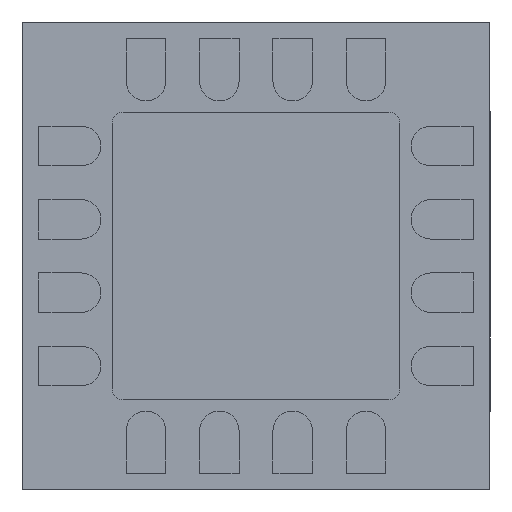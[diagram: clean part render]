
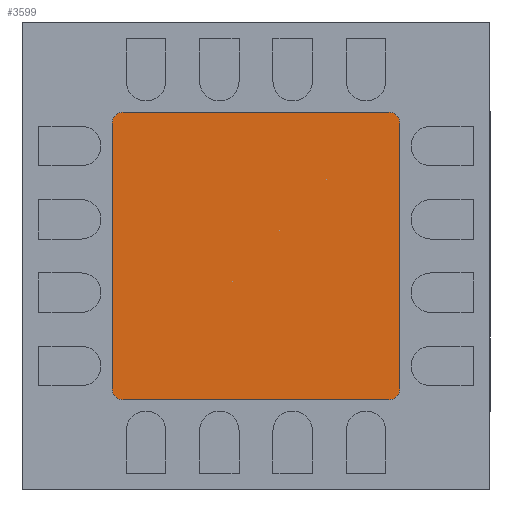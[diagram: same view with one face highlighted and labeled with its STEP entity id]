
A CAD part, front view. The second image highlights one B-rep face of the part: STEP entity #3599.
In plain terms, the highlighted planar face has unit normal (0, -1, 0).
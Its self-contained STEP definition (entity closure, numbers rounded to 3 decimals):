
#173 = EDGE_CURVE ( 'NONE', #7893, #3076, #1337, .T. ) ;
#247 = EDGE_CURVE ( 'NONE', #9926, #3121, #6429, .T. ) ;
#269 = CARTESIAN_POINT ( 'NONE',  ( 1.175, -0.775, 1.275 ) ) ;
#388 = CARTESIAN_POINT ( 'NONE',  ( 1.175, -0.775, 1.175 ) ) ;
#674 = EDGE_CURVE ( 'NONE', #3121, #4911, #4427, .T. ) ;
#724 = DIRECTION ( 'NONE',  ( 0., 0., 1. ) ) ;
#954 = EDGE_LOOP ( 'NONE', ( #5341, #8081, #9132, #5540, #2636, #2223, #4781, #1836 ) ) ;
#1151 = CIRCLE ( 'NONE', #5298, 0.1 ) ;
#1337 = CIRCLE ( 'NONE', #12150, 0.1 ) ;
#1561 = VECTOR ( 'NONE', #724, 1000. ) ;
#1575 = VERTEX_POINT ( 'NONE', #4501 ) ;
#1618 = CARTESIAN_POINT ( 'NONE',  ( 1.175, -0.775, -1.175 ) ) ;
#1836 = ORIENTED_EDGE ( 'NONE', *, *, #247, .T. ) ;
#2223 = ORIENTED_EDGE ( 'NONE', *, *, #10785, .T. ) ;
#2636 = ORIENTED_EDGE ( 'NONE', *, *, #173, .T. ) ;
#2820 = VERTEX_POINT ( 'NONE', #9467 ) ;
#3074 = DIRECTION ( 'NONE',  ( 0., -1., 0. ) ) ;
#3076 = VERTEX_POINT ( 'NONE', #269 ) ;
#3121 = VERTEX_POINT ( 'NONE', #8555 ) ;
#3321 = CARTESIAN_POINT ( 'NONE',  ( -1.275, -0.775, 1.175 ) ) ;
#3469 = EDGE_CURVE ( 'NONE', #1575, #9926, #9377, .T. ) ;
#3599 = ADVANCED_FACE ( 'NONE', ( #4546 ), #8874, .T. ) ;
#3609 = CARTESIAN_POINT ( 'NONE',  ( 1.275, -0.775, -1.175 ) ) ;
#4013 = LINE ( 'NONE', #6313, #1561 ) ;
#4301 = DIRECTION ( 'NONE',  ( 0., -1., 0. ) ) ;
#4395 = EDGE_CURVE ( 'NONE', #2820, #10675, #1151, .T. ) ;
#4426 = DIRECTION ( 'NONE',  ( 0., -1., 0. ) ) ;
#4427 = CIRCLE ( 'NONE', #5903, 0.1 ) ;
#4501 = CARTESIAN_POINT ( 'NONE',  ( -1.175, -0.775, 1.275 ) ) ;
#4511 = LINE ( 'NONE', #5643, #11743 ) ;
#4546 = FACE_OUTER_BOUND ( 'NONE', #954, .T. ) ;
#4654 = AXIS2_PLACEMENT_3D ( 'NONE', #9927, #4301, #10897 ) ;
#4707 = DIRECTION ( 'NONE',  ( 0., 0., -1. ) ) ;
#4714 = DIRECTION ( 'NONE',  ( -1., 0., 0. ) ) ;
#4781 = ORIENTED_EDGE ( 'NONE', *, *, #3469, .T. ) ;
#4911 = VERTEX_POINT ( 'NONE', #9811 ) ;
#4971 = CARTESIAN_POINT ( 'NONE',  ( -1.275, -0.775, 1.175 ) ) ;
#5298 = AXIS2_PLACEMENT_3D ( 'NONE', #1618, #4426, #4707 ) ;
#5341 = ORIENTED_EDGE ( 'NONE', *, *, #674, .T. ) ;
#5540 = ORIENTED_EDGE ( 'NONE', *, *, #9141, .T. ) ;
#5643 = CARTESIAN_POINT ( 'NONE',  ( -1.175, -0.775, 1.275 ) ) ;
#5876 = VECTOR ( 'NONE', #8067, 1000. ) ;
#5903 = AXIS2_PLACEMENT_3D ( 'NONE', #7994, #9143, #8110 ) ;
#6033 = LINE ( 'NONE', #10952, #5876 ) ;
#6068 = DIRECTION ( 'NONE',  ( 0., 0., 1. ) ) ;
#6111 = DIRECTION ( 'NONE',  ( 0., 0., -1. ) ) ;
#6313 = CARTESIAN_POINT ( 'NONE',  ( 1.275, -0.775, 1.175 ) ) ;
#6429 = LINE ( 'NONE', #3321, #10883 ) ;
#6905 = CARTESIAN_POINT ( 'NONE',  ( -1.175, -0.775, 1.175 ) ) ;
#7298 = EDGE_CURVE ( 'NONE', #4911, #2820, #6033, .T. ) ;
#7893 = VERTEX_POINT ( 'NONE', #12064 ) ;
#7994 = CARTESIAN_POINT ( 'NONE',  ( -1.175, -0.775, -1.175 ) ) ;
#8067 = DIRECTION ( 'NONE',  ( 1., 0., 0. ) ) ;
#8081 = ORIENTED_EDGE ( 'NONE', *, *, #7298, .T. ) ;
#8110 = DIRECTION ( 'NONE',  ( 0., 0., -1. ) ) ;
#8555 = CARTESIAN_POINT ( 'NONE',  ( -1.275, -0.775, -1.175 ) ) ;
#8874 = PLANE ( 'NONE',  #4654 ) ;
#9132 = ORIENTED_EDGE ( 'NONE', *, *, #4395, .T. ) ;
#9141 = EDGE_CURVE ( 'NONE', #10675, #7893, #4013, .T. ) ;
#9143 = DIRECTION ( 'NONE',  ( 0., -1., 0. ) ) ;
#9377 = CIRCLE ( 'NONE', #10096, 0.1 ) ;
#9467 = CARTESIAN_POINT ( 'NONE',  ( 1.175, -0.775, -1.275 ) ) ;
#9760 = DIRECTION ( 'NONE',  ( 0., -1., 0. ) ) ;
#9811 = CARTESIAN_POINT ( 'NONE',  ( -1.175, -0.775, -1.275 ) ) ;
#9926 = VERTEX_POINT ( 'NONE', #4971 ) ;
#9927 = CARTESIAN_POINT ( 'NONE',  ( -1.175, -0.775, -1.175 ) ) ;
#10096 = AXIS2_PLACEMENT_3D ( 'NONE', #6905, #3074, #10634 ) ;
#10634 = DIRECTION ( 'NONE',  ( 0., 0., -1. ) ) ;
#10675 = VERTEX_POINT ( 'NONE', #3609 ) ;
#10785 = EDGE_CURVE ( 'NONE', #3076, #1575, #4511, .T. ) ;
#10883 = VECTOR ( 'NONE', #6111, 1000. ) ;
#10897 = DIRECTION ( 'NONE',  ( 0., 0., -1. ) ) ;
#10952 = CARTESIAN_POINT ( 'NONE',  ( -1.175, -0.775, -1.275 ) ) ;
#11743 = VECTOR ( 'NONE', #4714, 1000. ) ;
#12064 = CARTESIAN_POINT ( 'NONE',  ( 1.275, -0.775, 1.175 ) ) ;
#12150 = AXIS2_PLACEMENT_3D ( 'NONE', #388, #9760, #6068 ) ;
